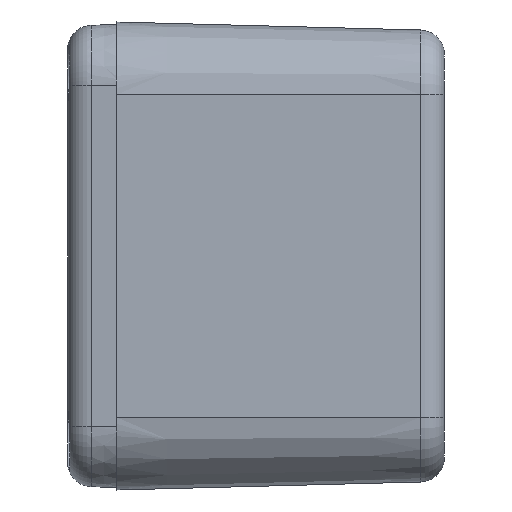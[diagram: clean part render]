
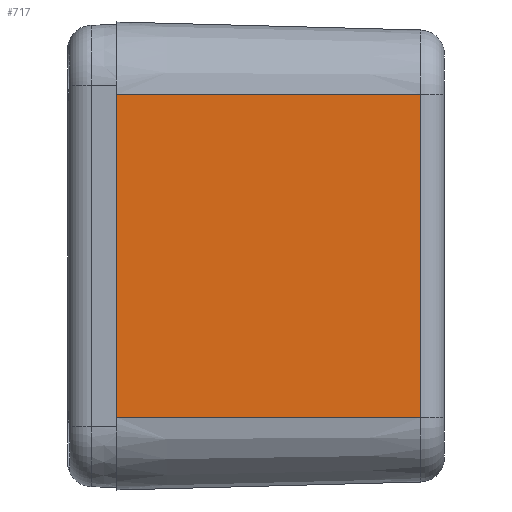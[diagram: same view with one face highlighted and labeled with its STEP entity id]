
A CAD part, left-side view. The second image highlights one B-rep face of the part: STEP entity #717.
In plain terms, the highlighted planar face has unit normal (-1, -0.026, 0).
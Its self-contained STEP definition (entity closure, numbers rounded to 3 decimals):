
#271 = VERTEX_POINT('',#272);
#272 = CARTESIAN_POINT('',(-45.644,-25.052,-13.25));
#279 = EDGE_CURVE('',#280,#271,#282,.T.);
#280 = VERTEX_POINT('',#281);
#281 = CARTESIAN_POINT('',(-46.3,0.,-13.25));
#282 = LINE('',#283,#284);
#283 = CARTESIAN_POINT('',(-46.3,0.,-13.25));
#284 = VECTOR('',#285,1.);
#285 = DIRECTION('',(0.026,-1.,
    0.));
#621 = EDGE_CURVE('',#280,#622,#624,.T.);
#622 = VERTEX_POINT('',#623);
#623 = CARTESIAN_POINT('',(-46.3,0.,13.25));
#624 = LINE('',#625,#626);
#625 = CARTESIAN_POINT('',(-46.3,0.,-13.25));
#626 = VECTOR('',#627,1.);
#627 = DIRECTION('',(0.,0.,1.));
#717 = ADVANCED_FACE('',(#718),#736,.T.);
#718 = FACE_BOUND('',#719,.T.);
#719 = EDGE_LOOP('',(#720,#728,#734,#735));
#720 = ORIENTED_EDGE('',*,*,#721,.F.);
#721 = EDGE_CURVE('',#722,#271,#724,.T.);
#722 = VERTEX_POINT('',#723);
#723 = CARTESIAN_POINT('',(-45.644,-25.052,13.25));
#724 = LINE('',#725,#726);
#725 = CARTESIAN_POINT('',(-45.644,-25.052,-6.625));
#726 = VECTOR('',#727,1.);
#727 = DIRECTION('',(0.,0.,-1.));
#728 = ORIENTED_EDGE('',*,*,#729,.F.);
#729 = EDGE_CURVE('',#622,#722,#730,.T.);
#730 = LINE('',#731,#732);
#731 = CARTESIAN_POINT('',(-46.3,0.,13.25));
#732 = VECTOR('',#733,1.);
#733 = DIRECTION('',(0.026,-1.,
    0.));
#734 = ORIENTED_EDGE('',*,*,#621,.F.);
#735 = ORIENTED_EDGE('',*,*,#279,.T.);
#736 = PLANE('',#737);
#737 = AXIS2_PLACEMENT_3D('',#738,#739,#740);
#738 = CARTESIAN_POINT('',(-46.3,0.,-13.25));
#739 = DIRECTION('',(-1.,-0.026,
    0.));
#740 = DIRECTION('',(0.,0.,-1.));
